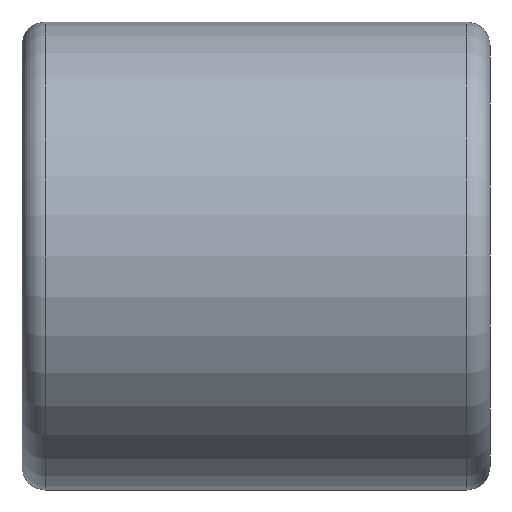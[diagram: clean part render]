
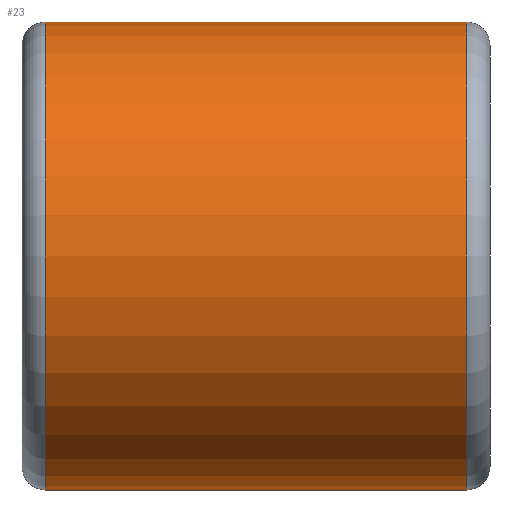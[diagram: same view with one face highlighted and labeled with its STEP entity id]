
A CAD part, left-side view. The second image highlights one B-rep face of the part: STEP entity #23.
In plain terms, the highlighted cylindrical face has radius 2 mm (diameter 4 mm), a partial arc.
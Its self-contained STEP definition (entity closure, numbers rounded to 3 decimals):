
#2 = CARTESIAN_POINT ( 'NONE',  ( 0., 0.2, 2. ) ) ;
#17 = EDGE_CURVE ( 'NONE', #106, #150, #269, .T. ) ;
#19 = DIRECTION ( 'NONE',  ( 0., -1., 0. ) ) ;
#23 = ADVANCED_FACE ( 'NONE', ( #208 ), #87, .T. ) ;
#34 = VECTOR ( 'NONE', #223, 1000. ) ;
#43 = CARTESIAN_POINT ( 'NONE',  ( 0., 3.8, 2. ) ) ;
#45 = ORIENTED_EDGE ( 'NONE', *, *, #217, .T. ) ;
#48 = EDGE_CURVE ( 'NONE', #225, #95, #156, .T. ) ;
#61 = CARTESIAN_POINT ( 'NONE',  ( 0., 4., 0. ) ) ;
#72 = DIRECTION ( 'NONE',  ( 0., -1., 0. ) ) ;
#87 = CYLINDRICAL_SURFACE ( 'NONE', #161, 2. ) ;
#91 = CARTESIAN_POINT ( 'NONE',  ( 0., 3.8, -2. ) ) ;
#92 = EDGE_LOOP ( 'NONE', ( #160, #119, #45, #116 ) ) ;
#95 = VERTEX_POINT ( 'NONE', #2 ) ;
#98 = AXIS2_PLACEMENT_3D ( 'NONE', #211, #105, #235 ) ;
#105 = DIRECTION ( 'NONE',  ( 0., 1., 0. ) ) ;
#106 = VERTEX_POINT ( 'NONE', #43 ) ;
#116 = ORIENTED_EDGE ( 'NONE', *, *, #48, .T. ) ;
#119 = ORIENTED_EDGE ( 'NONE', *, *, #17, .T. ) ;
#129 = DIRECTION ( 'NONE',  ( 0., 0., 1. ) ) ;
#144 = LINE ( 'NONE', #174, #34 ) ;
#150 = VERTEX_POINT ( 'NONE', #91 ) ;
#156 = CIRCLE ( 'NONE', #98, 2. ) ;
#160 = ORIENTED_EDGE ( 'NONE', *, *, #202, .F. ) ;
#161 = AXIS2_PLACEMENT_3D ( 'NONE', #61, #207, #232 ) ;
#173 = CARTESIAN_POINT ( 'NONE',  ( 0., 0.2, -2. ) ) ;
#174 = CARTESIAN_POINT ( 'NONE',  ( 0., 4., -2. ) ) ;
#187 = CARTESIAN_POINT ( 'NONE',  ( 0., 3.8, 0. ) ) ;
#201 = VECTOR ( 'NONE', #72, 1000. ) ;
#202 = EDGE_CURVE ( 'NONE', #106, #95, #262, .T. ) ;
#207 = DIRECTION ( 'NONE',  ( 0., -1., 0. ) ) ;
#208 = FACE_OUTER_BOUND ( 'NONE', #92, .T. ) ;
#211 = CARTESIAN_POINT ( 'NONE',  ( 0., 0.2, 0. ) ) ;
#217 = EDGE_CURVE ( 'NONE', #150, #225, #144, .T. ) ;
#221 = CARTESIAN_POINT ( 'NONE',  ( 0., 4., 2. ) ) ;
#223 = DIRECTION ( 'NONE',  ( 0., -1., 0. ) ) ;
#225 = VERTEX_POINT ( 'NONE', #173 ) ;
#232 = DIRECTION ( 'NONE',  ( 0., 0., -1. ) ) ;
#235 = DIRECTION ( 'NONE',  ( 0., 0., 1. ) ) ;
#262 = LINE ( 'NONE', #221, #201 ) ;
#269 = CIRCLE ( 'NONE', #277, 2. ) ;
#277 = AXIS2_PLACEMENT_3D ( 'NONE', #187, #19, #129 ) ;
